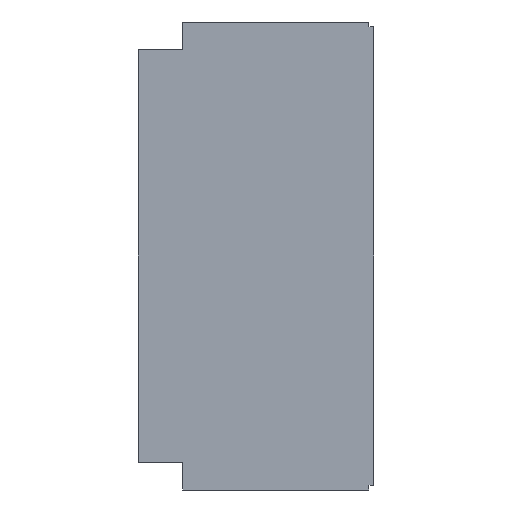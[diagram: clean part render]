
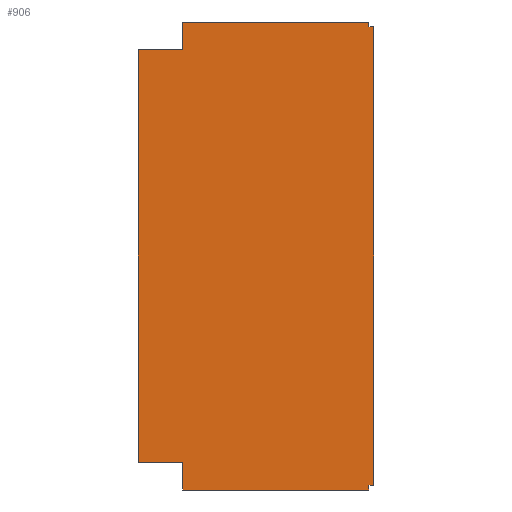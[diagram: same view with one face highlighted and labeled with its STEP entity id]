
A CAD part, front view. The second image highlights one B-rep face of the part: STEP entity #906.
In plain terms, the highlighted planar face has unit normal (0, -1, 0).
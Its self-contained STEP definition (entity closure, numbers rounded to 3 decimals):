
#47=FACE_OUTER_BOUND('',#91,.T.);
#91=EDGE_LOOP('',(#576,#577,#578,#579,#580,#581,#582,#583,#584,#585,#586,
#587,#588,#589));
#145=LINE('',#1273,#255);
#146=LINE('',#1276,#256);
#147=LINE('',#1278,#257);
#148=LINE('',#1280,#258);
#149=LINE('',#1282,#259);
#150=LINE('',#1284,#260);
#151=LINE('',#1286,#261);
#152=LINE('',#1288,#262);
#153=LINE('',#1290,#263);
#154=LINE('',#1292,#264);
#155=LINE('',#1294,#265);
#156=LINE('',#1296,#266);
#157=LINE('',#1298,#267);
#158=LINE('',#1299,#268);
#255=VECTOR('',#1039,10.);
#256=VECTOR('',#1042,10.);
#257=VECTOR('',#1043,10.);
#258=VECTOR('',#1044,10.);
#259=VECTOR('',#1045,10.);
#260=VECTOR('',#1046,10.);
#261=VECTOR('',#1047,10.);
#262=VECTOR('',#1048,10.);
#263=VECTOR('',#1049,10.);
#264=VECTOR('',#1050,10.);
#265=VECTOR('',#1051,10.);
#266=VECTOR('',#1052,10.);
#267=VECTOR('',#1053,10.);
#268=VECTOR('',#1054,10.);
#363=VERTEX_POINT('',#1267);
#365=VERTEX_POINT('',#1271);
#366=VERTEX_POINT('',#1275);
#367=VERTEX_POINT('',#1277);
#368=VERTEX_POINT('',#1279);
#369=VERTEX_POINT('',#1281);
#370=VERTEX_POINT('',#1283);
#371=VERTEX_POINT('',#1285);
#372=VERTEX_POINT('',#1287);
#373=VERTEX_POINT('',#1289);
#374=VERTEX_POINT('',#1291);
#375=VERTEX_POINT('',#1293);
#376=VERTEX_POINT('',#1295);
#377=VERTEX_POINT('',#1297);
#449=EDGE_CURVE('',#363,#365,#145,.T.);
#450=EDGE_CURVE('',#366,#365,#146,.T.);
#451=EDGE_CURVE('',#367,#366,#147,.T.);
#452=EDGE_CURVE('',#367,#368,#148,.T.);
#453=EDGE_CURVE('',#368,#369,#149,.T.);
#454=EDGE_CURVE('',#370,#369,#150,.T.);
#455=EDGE_CURVE('',#371,#370,#151,.T.);
#456=EDGE_CURVE('',#372,#371,#152,.T.);
#457=EDGE_CURVE('',#373,#372,#153,.T.);
#458=EDGE_CURVE('',#373,#374,#154,.T.);
#459=EDGE_CURVE('',#374,#375,#155,.T.);
#460=EDGE_CURVE('',#376,#375,#156,.T.);
#461=EDGE_CURVE('',#377,#376,#157,.T.);
#462=EDGE_CURVE('',#363,#377,#158,.T.);
#576=ORIENTED_EDGE('',*,*,#449,.T.);
#577=ORIENTED_EDGE('',*,*,#450,.F.);
#578=ORIENTED_EDGE('',*,*,#451,.F.);
#579=ORIENTED_EDGE('',*,*,#452,.T.);
#580=ORIENTED_EDGE('',*,*,#453,.T.);
#581=ORIENTED_EDGE('',*,*,#454,.F.);
#582=ORIENTED_EDGE('',*,*,#455,.F.);
#583=ORIENTED_EDGE('',*,*,#456,.F.);
#584=ORIENTED_EDGE('',*,*,#457,.F.);
#585=ORIENTED_EDGE('',*,*,#458,.T.);
#586=ORIENTED_EDGE('',*,*,#459,.T.);
#587=ORIENTED_EDGE('',*,*,#460,.F.);
#588=ORIENTED_EDGE('',*,*,#461,.F.);
#589=ORIENTED_EDGE('',*,*,#462,.F.);
#825=PLANE('',#973);
#906=ADVANCED_FACE('',(#47),#825,.F.);
#973=AXIS2_PLACEMENT_3D('',#1274,#1040,#1041);
#1039=DIRECTION('',(0.,0.,-1.));
#1040=DIRECTION('center_axis',(0.,1.,0.));
#1041=DIRECTION('ref_axis',(0.,0.,1.));
#1042=DIRECTION('',(-1.,0.,0.));
#1043=DIRECTION('',(0.,0.,1.));
#1044=DIRECTION('',(0.,0.,-1.));
#1045=DIRECTION('',(1.,0.,0.));
#1046=DIRECTION('',(0.,0.,-1.));
#1047=DIRECTION('',(-1.,0.,0.));
#1048=DIRECTION('',(0.,0.,-1.));
#1049=DIRECTION('',(1.,0.,0.));
#1050=DIRECTION('',(0.,0.,1.));
#1051=DIRECTION('',(-1.,0.,0.));
#1052=DIRECTION('',(0.,0.,1.));
#1053=DIRECTION('',(0.,0.,1.));
#1054=DIRECTION('',(1.,0.,0.));
#1267=CARTESIAN_POINT('',(-99.,-1.,-50.));
#1271=CARTESIAN_POINT('',(-99.,-1.,-227.));
#1273=CARTESIAN_POINT('',(-99.,-1.,-138.5));
#1274=CARTESIAN_POINT('Origin',(-44.368,-1.,-138.5));
#1275=CARTESIAN_POINT('',(-80.,-1.,-227.));
#1276=CARTESIAN_POINT('',(-80.,-1.,-227.));
#1277=CARTESIAN_POINT('',(-80.,-1.,-237.));
#1278=CARTESIAN_POINT('',(-80.,-1.,-277.));
#1279=CARTESIAN_POINT('',(-80.,-1.,-239.));
#1280=CARTESIAN_POINT('',(-80.,-1.,-189.625));
#1281=CARTESIAN_POINT('',(0.,-1.,-239.));
#1282=CARTESIAN_POINT('',(-44.368,-1.,-239.));
#1283=CARTESIAN_POINT('',(0.,-1.,-237.));
#1284=CARTESIAN_POINT('',(0.,-1.,-187.75));
#1285=CARTESIAN_POINT('',(2.,-1.,-237.));
#1286=CARTESIAN_POINT('',(-21.684,-1.,-237.));
#1287=CARTESIAN_POINT('',(2.,-1.,-40.));
#1288=CARTESIAN_POINT('',(2.,-1.,-138.5));
#1289=CARTESIAN_POINT('',(0.,-1.,-40.));
#1290=CARTESIAN_POINT('',(-21.684,-1.,-40.));
#1291=CARTESIAN_POINT('',(0.,-1.,-38.));
#1292=CARTESIAN_POINT('',(0.,-1.,-87.375));
#1293=CARTESIAN_POINT('',(-80.,-1.,-38.));
#1294=CARTESIAN_POINT('',(-44.368,-1.,-38.));
#1295=CARTESIAN_POINT('',(-80.,-1.,-40.));
#1296=CARTESIAN_POINT('',(-80.,-1.,-89.25));
#1297=CARTESIAN_POINT('',(-80.,-1.,-50.));
#1298=CARTESIAN_POINT('',(-80.,-1.,-50.));
#1299=CARTESIAN_POINT('',(-105.57,-1.,-50.));
